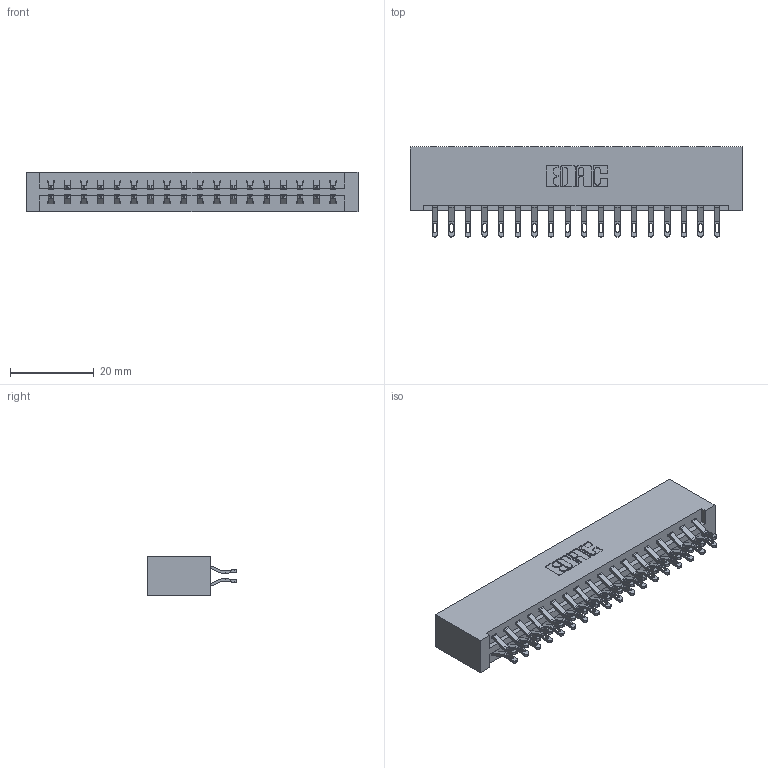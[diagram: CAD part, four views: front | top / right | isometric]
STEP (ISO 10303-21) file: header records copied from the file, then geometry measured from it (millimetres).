
FILE_DESCRIPTION (( 'STEP AP203' ), '1' );
FILE_NAME ('387-036-555-201.STEP', '2018-09-19T01:06:35', ( '' ), ( '' ), 'SwSTEP 2.0', 'SolidWorks 2016', '' );
FILE_SCHEMA (( 'CONFIG_CONTROL_DESIGN' ));
Length unit declared in the file: inch
Products named in the file (3): 337 Part_No Mounting Lugs; 345-292-001_555 Tail; 387-036-555-201
Assembly tree (37 placements, depth 2):
  387-036-555-201
    337 Part_No Mounting Lugs
    345-292-001_555 Tail  x36
Bounding box: 79.2 x 21.47 x 9.4 mm (x, y, z)
Volume: 8892.1 mm3; surface area: 10269 mm2
Topology: 37 solids, 37 shells, 2266 faces, 7091 edges, 4726 vertices
Faces by surface type: plane 1362, cylinder 904
Entity records: 17109 total; most frequent: CARTESIAN_POINT 2936, ORIENTED_EDGE 2842, DIRECTION 2505, EDGE_CURVE 1421, LINE 1281, VECTOR 1281, VERTEX_POINT 946, AXIS2_PLACEMENT_3D 612
